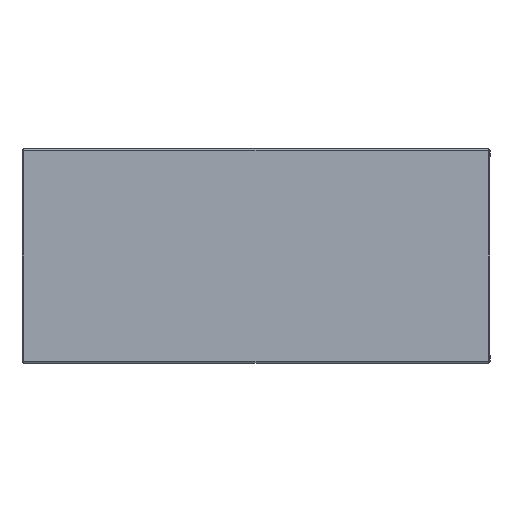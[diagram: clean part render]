
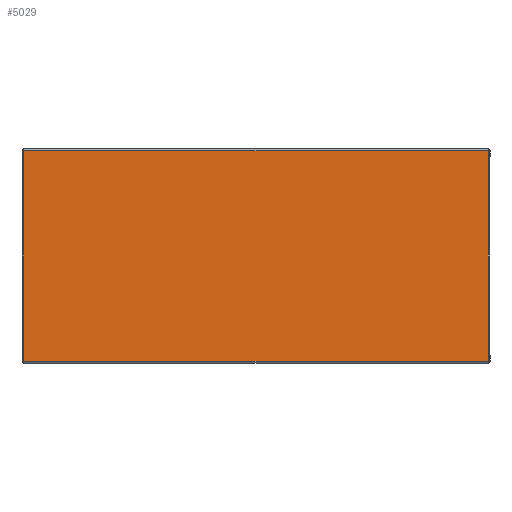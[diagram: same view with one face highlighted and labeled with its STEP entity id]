
A CAD part, left-side view. The second image highlights one B-rep face of the part: STEP entity #5029.
In plain terms, the highlighted planar face has unit normal (-1, 0, 0).
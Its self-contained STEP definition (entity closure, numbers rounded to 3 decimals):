
#146 = CARTESIAN_POINT ( 'NONE',  ( -1., -0.595, 0.02 ) ) ;
#299 = VECTOR ( 'NONE', #2813, 1000. ) ;
#486 = ORIENTED_EDGE ( 'NONE', *, *, #4540, .T. ) ;
#646 = PLANE ( 'NONE',  #2835 ) ;
#737 = EDGE_LOOP ( 'NONE', ( #1960, #486, #934, #2456 ) ) ;
#832 = LINE ( 'NONE', #146, #5323 ) ;
#899 = LINE ( 'NONE', #5050, #3080 ) ;
#934 = ORIENTED_EDGE ( 'NONE', *, *, #2471, .T. ) ;
#1484 = DIRECTION ( 'NONE',  ( 0., 0., 1. ) ) ;
#1546 = CARTESIAN_POINT ( 'NONE',  ( -1., -0.595, 0.005 ) ) ;
#1590 = FACE_OUTER_BOUND ( 'NONE', #737, .T. ) ;
#1891 = VERTEX_POINT ( 'NONE', #3976 ) ;
#1960 = ORIENTED_EDGE ( 'NONE', *, *, #2546, .T. ) ;
#2399 = CARTESIAN_POINT ( 'NONE',  ( -1., -0.6, 0.02 ) ) ;
#2456 = ORIENTED_EDGE ( 'NONE', *, *, #4994, .T. ) ;
#2471 = EDGE_CURVE ( 'NONE', #3299, #4588, #4803, .T. ) ;
#2546 = EDGE_CURVE ( 'NONE', #1891, #4091, #899, .T. ) ;
#2813 = DIRECTION ( 'NONE',  ( 0., -1., 0. ) ) ;
#2817 = CARTESIAN_POINT ( 'NONE',  ( -1., 0.595, 0.02 ) ) ;
#2833 = DIRECTION ( 'NONE',  ( 0., 0., -1. ) ) ;
#2835 = AXIS2_PLACEMENT_3D ( 'NONE', #2399, #5439, #2833 ) ;
#3080 = VECTOR ( 'NONE', #5489, 1000. ) ;
#3299 = VERTEX_POINT ( 'NONE', #5434 ) ;
#3304 = LINE ( 'NONE', #2817, #4453 ) ;
#3976 = CARTESIAN_POINT ( 'NONE',  ( -1., -0.595, 0.545 ) ) ;
#4091 = VERTEX_POINT ( 'NONE', #4934 ) ;
#4453 = VECTOR ( 'NONE', #5425, 1000. ) ;
#4540 = EDGE_CURVE ( 'NONE', #4091, #3299, #3304, .T. ) ;
#4588 = VERTEX_POINT ( 'NONE', #1546 ) ;
#4803 = LINE ( 'NONE', #5423, #299 ) ;
#4934 = CARTESIAN_POINT ( 'NONE',  ( -1., 0.595, 0.545 ) ) ;
#4994 = EDGE_CURVE ( 'NONE', #4588, #1891, #832, .T. ) ;
#5029 = ADVANCED_FACE ( 'NONE', ( #1590 ), #646, .F. ) ;
#5050 = CARTESIAN_POINT ( 'NONE',  ( -1., -0.6, 0.545 ) ) ;
#5323 = VECTOR ( 'NONE', #1484, 1000. ) ;
#5423 = CARTESIAN_POINT ( 'NONE',  ( -1., -0.6, 0.005 ) ) ;
#5425 = DIRECTION ( 'NONE',  ( 0., 0., -1. ) ) ;
#5434 = CARTESIAN_POINT ( 'NONE',  ( -1., 0.595, 0.005 ) ) ;
#5439 = DIRECTION ( 'NONE',  ( 1., 0., 0. ) ) ;
#5489 = DIRECTION ( 'NONE',  ( 0., 1., 0. ) ) ;
